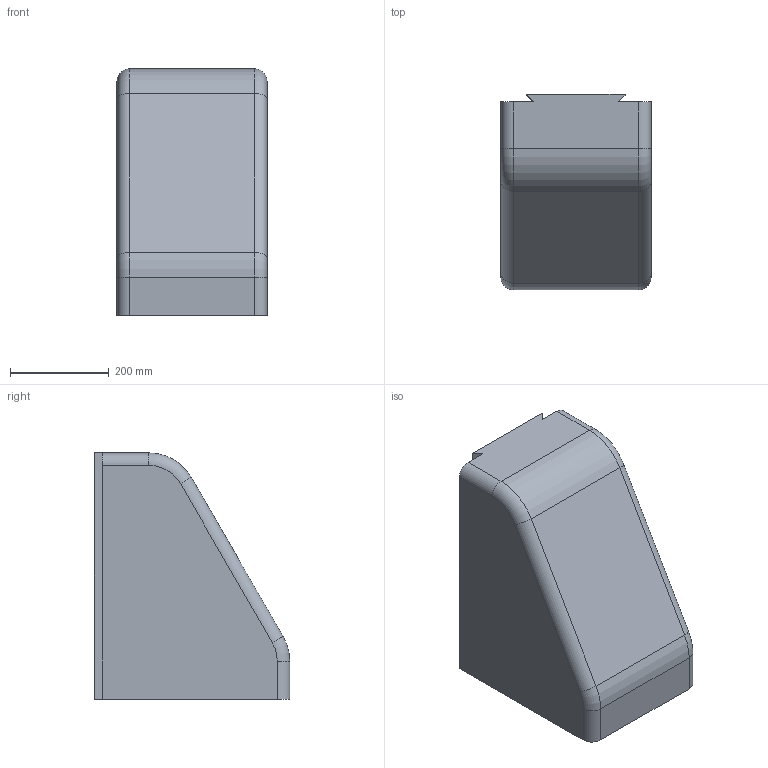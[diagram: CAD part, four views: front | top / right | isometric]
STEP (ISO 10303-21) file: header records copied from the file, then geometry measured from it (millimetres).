
FILE_DESCRIPTION (( 'STEP AP214' ), '1' );
FILE_NAME ('knee.STEP', '2014-08-08T17:39:38', ( '' ), ( '' ), 'SwSTEP 2.0', 'SolidWorks 2014', '' );
FILE_SCHEMA (( 'AUTOMOTIVE_DESIGN' ));
Length unit declared in the file: inch
Products named in the file (1): knee
Bounding box: 304.8 x 396.88 x 500 mm (x, y, z)
Volume: 45381022.6 mm3; surface area: 797417.7 mm2
Topology: 1 solids, 1 shells, 25 faces, 61 edges, 38 vertices
Faces by surface type: plane 13, cylinder 8, torus 4
Entity records: 836 total; most frequent: DIRECTION 133, CARTESIAN_POINT 125, ORIENTED_EDGE 122, EDGE_CURVE 61, AXIS2_PLACEMENT_3D 46, VECTOR 41, LINE 41, VERTEX_POINT 38
